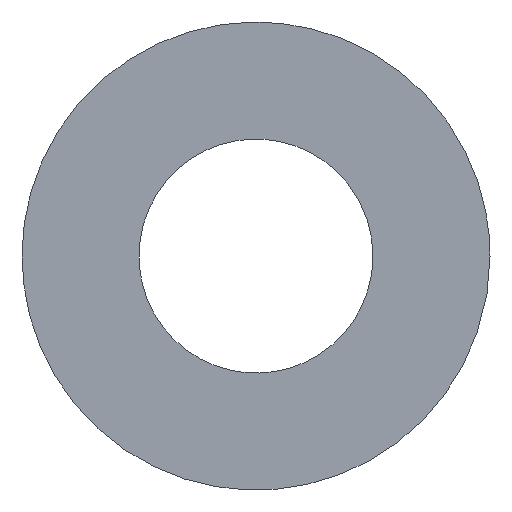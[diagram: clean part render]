
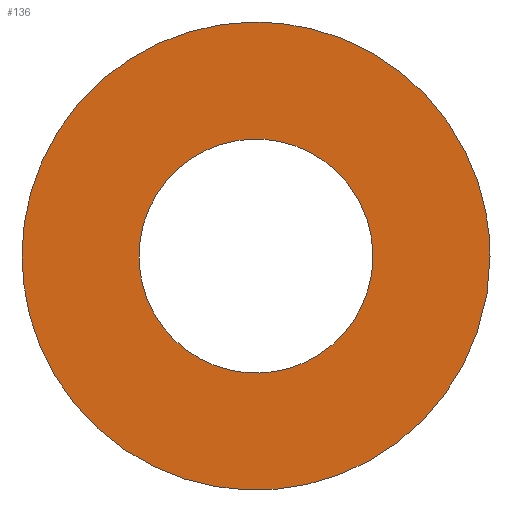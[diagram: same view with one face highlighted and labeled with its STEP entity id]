
A CAD part, front view. The second image highlights one B-rep face of the part: STEP entity #136.
In plain terms, the highlighted planar face has unit normal (0, -1, 0).
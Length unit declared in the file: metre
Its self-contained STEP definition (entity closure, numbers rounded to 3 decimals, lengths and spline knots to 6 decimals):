
#4 = CARTESIAN_POINT('NONE', (0.0127, 0, -0));
#5 = VERTEX_POINT('NONE', #4);
#8 = CARTESIAN_POINT('NONE', (0.00635, 0, 0.));
#9 = VERTEX_POINT('NONE', #8);
#12 = CARTESIAN_POINT('NONE', (0.0127, 0, -0));
#13 = CARTESIAN_POINT('NONE', (0.0127, 0, -0.0127));
#14 = CARTESIAN_POINT('NONE', (0., 0, -0.0127));
#15 = CARTESIAN_POINT('NONE', (-0.0127, 0, -0.0127));
#16 = CARTESIAN_POINT('NONE', (-0.0127, 0, 0.));
#17 = CARTESIAN_POINT('NONE', (-0.0127, 0, 0.0127));
#18 = CARTESIAN_POINT('NONE', (0., 0, 0.0127));
#19 = CARTESIAN_POINT('NONE', (0.0127, 0, 0.0127));
#20 = CARTESIAN_POINT('NONE', (0.0127, 0, -0));
#21 = (
  BOUNDED_CURVE()
  B_SPLINE_CURVE(2, (#12, #13, #14, #15, #16, #17, #18, #19, #20), .UNSPECIFIED., .F., .F.)
  B_SPLINE_CURVE_WITH_KNOTS((3, 2, 2, 2, 3), (0, 0.25, 0.5, 0.75, 1), .UNSPECIFIED.)
  CURVE()
  GEOMETRIC_REPRESENTATION_ITEM()
  RATIONAL_B_SPLINE_CURVE((1, 0.707, 1, 0.707, 1, 0.707, 1, 0.707, 1))
  REPRESENTATION_ITEM('NONE')
);
#36 = CARTESIAN_POINT('NONE', (0.00635, 0, 0.));
#37 = CARTESIAN_POINT('NONE', (0.00635, 0, 0.00635));
#38 = CARTESIAN_POINT('NONE', (0., 0, 0.00635));
#39 = CARTESIAN_POINT('NONE', (-0.00635, 0, 0.00635));
#40 = CARTESIAN_POINT('NONE', (-0.00635, 0, 0.));
#41 = CARTESIAN_POINT('NONE', (-0.00635, 0, -0.00635));
#42 = CARTESIAN_POINT('NONE', (0., 0, -0.00635));
#43 = CARTESIAN_POINT('NONE', (0.00635, 0, -0.00635));
#44 = CARTESIAN_POINT('NONE', (0.00635, 0, 0.));
#45 = (
  BOUNDED_CURVE()
  B_SPLINE_CURVE(2, (#36, #37, #38, #39, #40, #41, #42, #43, #44), .UNSPECIFIED., .F., .F.)
  B_SPLINE_CURVE_WITH_KNOTS((3, 2, 2, 2, 3), (1, 1.25, 1.5, 1.75, 2), .UNSPECIFIED.)
  CURVE()
  GEOMETRIC_REPRESENTATION_ITEM()
  RATIONAL_B_SPLINE_CURVE((1, 0.707, 1, 0.707, 1, 0.707, 1, 0.707, 1))
  REPRESENTATION_ITEM('NONE')
);
#60 = EDGE_CURVE('NONE', #5, #5, #21, .T.);
#63 = EDGE_CURVE('NONE', #9, #9, #45, .T.);
#76 = ORIENTED_EDGE('NONE', *, *, #60, .T.);
#77 = EDGE_LOOP('NONE', (#76));
#78 = ORIENTED_EDGE('NONE', *, *, #63, .T.);
#79 = EDGE_LOOP('NONE', (#78));
#122 = CARTESIAN_POINT('NONE', (0, 0, -0));
#123 = DIRECTION('NONE', (0, 1, 0));
#124 = AXIS2_PLACEMENT_3D('NONE', #122, #123, $);
#125 = PLANE('NONE', #124);
#134 = FACE_OUTER_BOUND('NONE', #77, .F.);
#135 = FACE_BOUND('NONE', #79, .F.);
#136 = ADVANCED_FACE('NONE', (#134, #135), #125, .F.);
